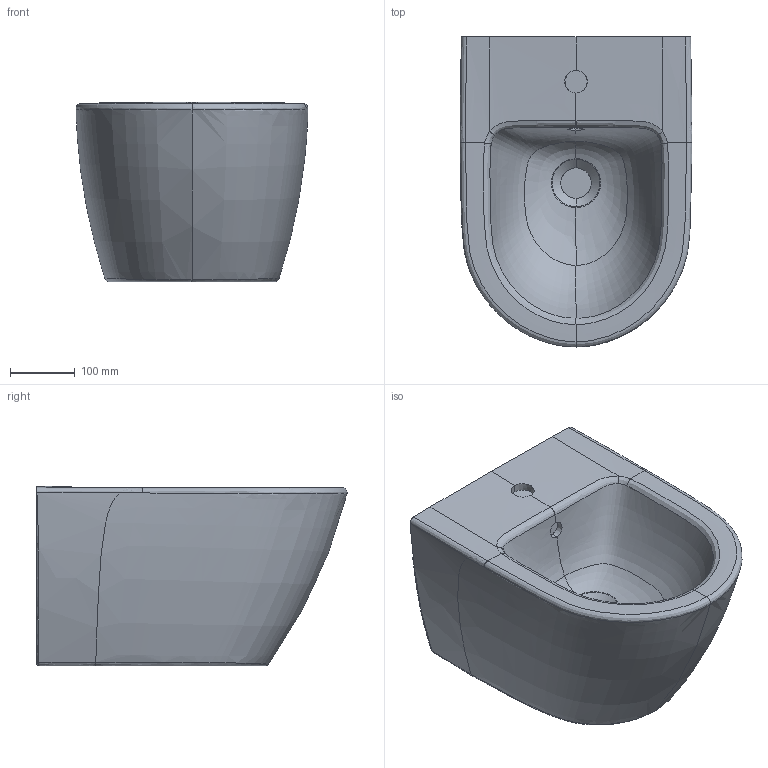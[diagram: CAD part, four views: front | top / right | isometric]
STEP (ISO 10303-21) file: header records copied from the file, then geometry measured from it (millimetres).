
FILE_DESCRIPTION(/* description */ (''),/* implementation_level */ '2;1');
FILE_NAME(/* name */ '540600_Subway_WBD-compact.stp',/* time_stamp */ '2019-03-13T09:21:58+01:00',/* author */ (''),/* organization */ (''),/* preprocessor_version */ 'ST-DEVELOPER v16',/* originating_system */ 'SIEMENS PLM Software NX 10.0',/* authorisation */ '');
FILE_SCHEMA (('AUTOMOTIVE_DESIGN { 1 0 10303 214 3 1 1 1 }'));
Length unit declared in the file: millimetre
Products named in the file (1): Sier18D045B4aj7m
Bounding box: 357.49 x 478.04 x 277 mm (x, y, z)
Volume: 28077545.3 mm3; surface area: 681170.8 mm2
Topology: 1 solids, 1 shells, 53 faces, 128 edges, 73 vertices
Faces by surface type: bspline 40, extrusion 6, plane 5, cylinder 2
Entity records: 14135 total; most frequent: CARTESIAN_POINT 13279, ORIENTED_EDGE 248, EDGE_CURVE 124, B_SPLINE_CURVE_WITH_KNOTS 101, VERTEX_POINT 73, ADVANCED_FACE 53, FACE_OUTER_BOUND 53, EDGE_LOOP 53
